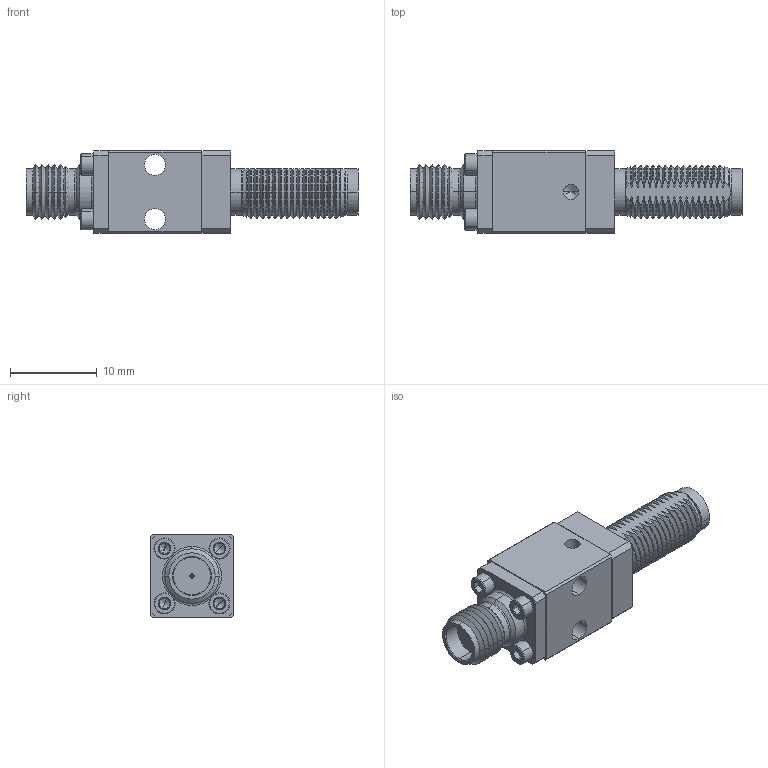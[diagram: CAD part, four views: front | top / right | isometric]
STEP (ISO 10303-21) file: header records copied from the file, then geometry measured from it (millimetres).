
FILE_DESCRIPTION (( 'STEP AP214' ), '1' );
FILE_NAME ('310-30X ATTENUATOR ASM (SMA).STEP', '2023-12-07T16:06:34', ( '' ), ( '' ), 'SwSTEP 2.0', 'SolidWorks 2018', '' );
FILE_SCHEMA (( 'AUTOMOTIVE_DESIGN' ));
Length unit declared in the file: inch
Products named in the file (1): 310-30X ATTENUATOR ASM (SMA)
Bounding box: 38.38 x 9.65 x 9.65 mm (x, y, z)
Volume: 1859.1 mm3; surface area: 3031.5 mm2
Topology: 18 solids, 18 shells, 832 faces, 1828 edges, 1031 vertices
Faces by surface type: cone 317, cylinder 253, plane 236, torus 26
Entity records: 33677 total; most frequent: CARTESIAN_POINT 4304, DIRECTION 4122, ORIENTED_EDGE 3580, EDGE_CURVE 1790, AXIS2_PLACEMENT_3D 1643, VERTEX_POINT 1031, EDGE_LOOP 901, UNCERTAINTY_MEASURE_WITH_UNIT 852
